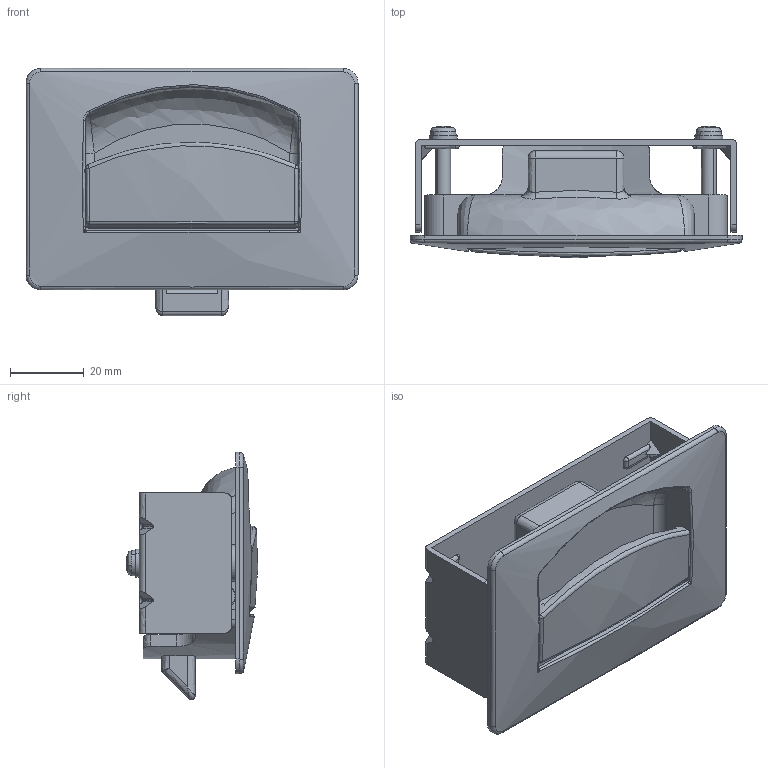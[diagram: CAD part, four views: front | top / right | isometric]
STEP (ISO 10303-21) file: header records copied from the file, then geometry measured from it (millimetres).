
FILE_DESCRIPTION((''),'2;1');
FILE_NAME('','2012-08-22T09:32:54',(''),(''),'','CADfix','');
FILE_SCHEMA(('AUTOMOTIVE_DESIGN { 1 0 10303 214 1 1 1 1 }'));
Length unit declared in the file: millimetre
Bounding box: 90 x 35.62 x 67 mm (x, y, z)
Volume: 46760.7 mm3; surface area: 38293.9 mm2
Topology: 4 solids, 4 shells, 414 faces, 1217 edges, 816 vertices
Faces by surface type: bspline 414
Entity records: 21132 total; most frequent: CARTESIAN_POINT 13986, ORIENTED_EDGE 2422, EDGE_CURVE 1211, VERTEX_POINT 816, QUASI_UNIFORM_CURVE 590, B_SPLINE_CURVE_WITH_KNOTS 573, EDGE_LOOP 437, FACE_OUTER_BOUND 414
